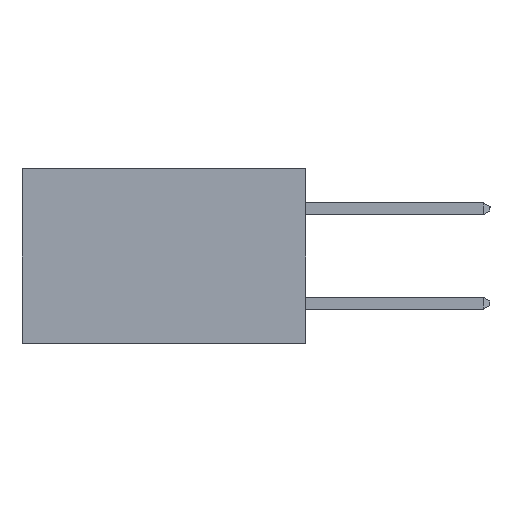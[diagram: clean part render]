
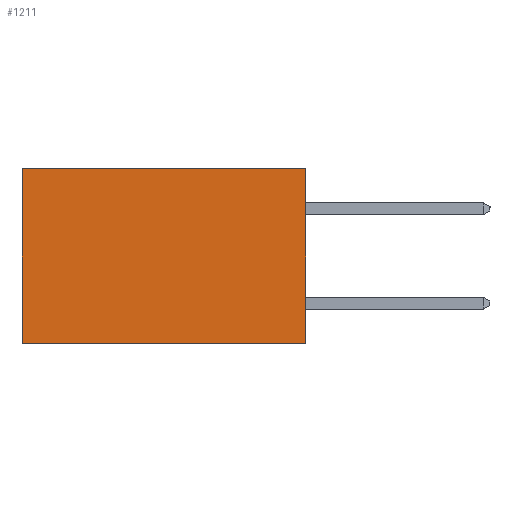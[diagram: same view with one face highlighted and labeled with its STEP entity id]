
A CAD part, left-side view. The second image highlights one B-rep face of the part: STEP entity #1211.
In plain terms, the highlighted planar face has unit normal (-1, 0, 0).
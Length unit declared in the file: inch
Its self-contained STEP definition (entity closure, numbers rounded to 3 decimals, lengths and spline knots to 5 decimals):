
#70 = VERTEX_POINT ( 'NONE', #7617 ) ;
#698 = DIRECTION ( 'NONE',  ( 0., 0., -1. ) ) ;
#1081 = ORIENTED_EDGE ( 'NONE', *, *, #6086, .F. ) ;
#1211 = ADVANCED_FACE ( 'NONE', ( #12181 ), #8815, .F. ) ;
#1436 = DIRECTION ( 'NONE',  ( 0., 0., -1. ) ) ;
#2048 = ORIENTED_EDGE ( 'NONE', *, *, #2805, .T. ) ;
#2698 = ORIENTED_EDGE ( 'NONE', *, *, #3956, .F. ) ;
#2805 = EDGE_CURVE ( 'NONE', #70, #10953, #5744, .T. ) ;
#3512 = DIRECTION ( 'NONE',  ( 0., 1., 0. ) ) ;
#3956 = EDGE_CURVE ( 'NONE', #14793, #10953, #11968, .T. ) ;
#4447 = LINE ( 'NONE', #5552, #7606 ) ;
#5355 = AXIS2_PLACEMENT_3D ( 'NONE', #9833, #14606, #1436 ) ;
#5552 = CARTESIAN_POINT ( 'NONE',  ( 0.2615, 0., 0. ) ) ;
#5744 = LINE ( 'NONE', #10356, #12661 ) ;
#5868 = CARTESIAN_POINT ( 'NONE',  ( 0.2615, 0., -0.37 ) ) ;
#6086 = EDGE_CURVE ( 'NONE', #10812, #14793, #14133, .T. ) ;
#6601 = CARTESIAN_POINT ( 'NONE',  ( 0.2615, 0., 0. ) ) ;
#7475 = VECTOR ( 'NONE', #14050, 39.37008 ) ;
#7606 = VECTOR ( 'NONE', #12517, 39.37008 ) ;
#7617 = CARTESIAN_POINT ( 'NONE',  ( 0.2615, 0.6, 0. ) ) ;
#7630 = EDGE_CURVE ( 'NONE', #10812, #70, #4447, .T. ) ;
#8031 = CARTESIAN_POINT ( 'NONE',  ( 0.2615, 0., -0.37 ) ) ;
#8527 = CARTESIAN_POINT ( 'NONE',  ( 0.2615, 0.6, -0.37 ) ) ;
#8815 = PLANE ( 'NONE',  #5355 ) ;
#9833 = CARTESIAN_POINT ( 'NONE',  ( 0.2615, 0., -0.37 ) ) ;
#10087 = CARTESIAN_POINT ( 'NONE',  ( 0.2615, 0., -0.37 ) ) ;
#10356 = CARTESIAN_POINT ( 'NONE',  ( 0.2615, 0.6, -0.37 ) ) ;
#10812 = VERTEX_POINT ( 'NONE', #6601 ) ;
#10953 = VERTEX_POINT ( 'NONE', #8527 ) ;
#11667 = ORIENTED_EDGE ( 'NONE', *, *, #7630, .T. ) ;
#11968 = LINE ( 'NONE', #5868, #12687 ) ;
#11981 = EDGE_LOOP ( 'NONE', ( #2048, #2698, #1081, #11667 ) ) ;
#12181 = FACE_OUTER_BOUND ( 'NONE', #11981, .T. ) ;
#12517 = DIRECTION ( 'NONE',  ( 0., 1., 0. ) ) ;
#12661 = VECTOR ( 'NONE', #698, 39.37008 ) ;
#12687 = VECTOR ( 'NONE', #3512, 39.37008 ) ;
#14050 = DIRECTION ( 'NONE',  ( 0., 0., -1. ) ) ;
#14133 = LINE ( 'NONE', #8031, #7475 ) ;
#14606 = DIRECTION ( 'NONE',  ( 1., 0., 0. ) ) ;
#14793 = VERTEX_POINT ( 'NONE', #10087 ) ;
